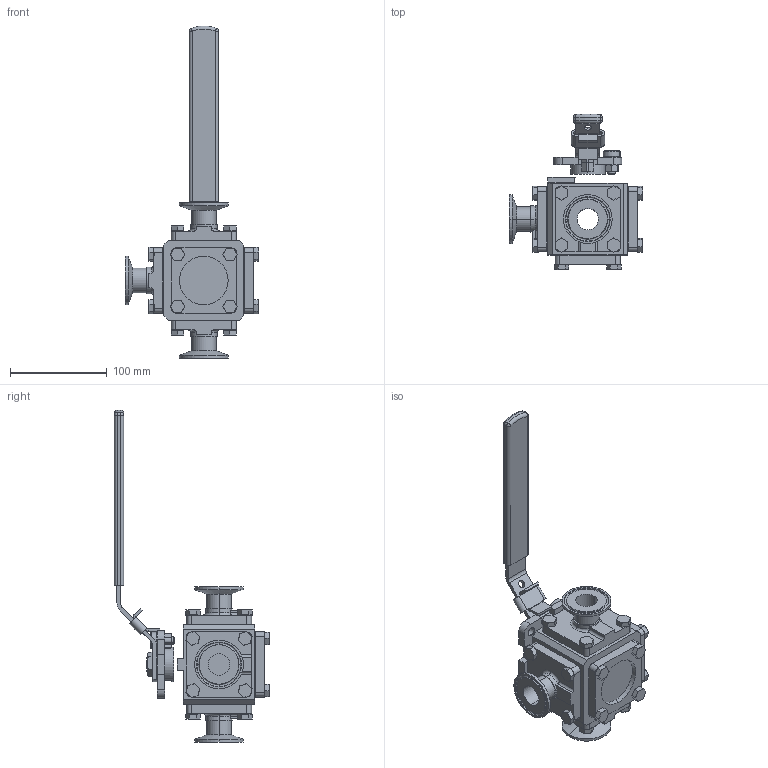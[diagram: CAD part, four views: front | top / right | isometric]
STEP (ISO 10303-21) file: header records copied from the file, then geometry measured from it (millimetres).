
FILE_DESCRIPTION (( 'STEP AP214' ), '1' );
FILE_NAME ('33-SA-0100-XXX.step', '2019-09-30T20:16:40', ( '' ), ( '' ), 'SwSTEP 2.0', 'SolidWorks 2019', '' );
FILE_SCHEMA (( 'AUTOMOTIVE_DESIGN' ));
Length unit declared in the file: inch
Products named in the file (2): 33-SA-0100-XXX
Bounding box: 137.39 x 160.15 x 342.68 mm (x, y, z)
Surface area: 138375.7 mm2 (no closed solid volume)
Topology: 0 solids, 42 shells, 603 faces, 1713 edges, 1141 vertices
Faces by surface type: plane 431, cylinder 117, cone 34, torus 17, sphere 4
Entity records: 27410 total; most frequent: CARTESIAN_POINT 3898, DIRECTION 3309, ORIENTED_EDGE 2853, EDGE_CURVE 1709, VECTOR 1221, LINE 1221, VERTEX_POINT 1141, AXIS2_PLACEMENT_3D 1044
